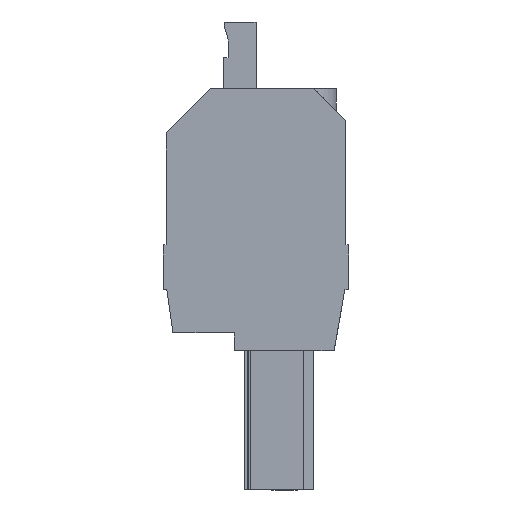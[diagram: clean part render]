
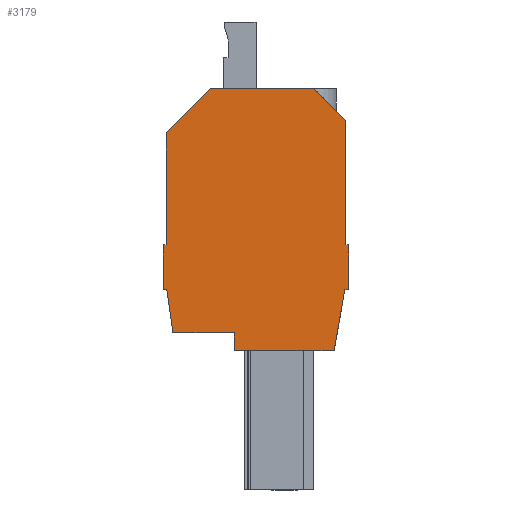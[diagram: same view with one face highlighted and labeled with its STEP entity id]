
A CAD part, left-side view. The second image highlights one B-rep face of the part: STEP entity #3179.
In plain terms, the highlighted planar face has unit normal (-1, 0, 0).
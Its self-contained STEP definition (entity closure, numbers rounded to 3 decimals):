
#3090=AXIS2_PLACEMENT_3D('Plane Axis2P3D',#3087,#3088,#3089) ;
#136=CARTESIAN_POINT('Vertex',(0.,20.3,39.764)) ;
#152=CARTESIAN_POINT('Vertex',(0.,20.3,27.3)) ;
#155=CARTESIAN_POINT('Line Origine',(0.,20.3,33.532)) ;
#304=CARTESIAN_POINT('Vertex',(0.,0.3,27.3)) ;
#635=CARTESIAN_POINT('Vertex',(0.,0.3,41.114)) ;
#638=CARTESIAN_POINT('Line Origine',(0.,0.3,34.207)) ;
#2427=CARTESIAN_POINT('Vertex',(0.,0.404,22.3)) ;
#2430=CARTESIAN_POINT('Line Origine',(0.,1.004,18.9)) ;
#2434=CARTESIAN_POINT('Vertex',(0.,1.603,15.5)) ;
#2485=CARTESIAN_POINT('Vertex',(0.,19.557,17.5)) ;
#2488=CARTESIAN_POINT('Line Origine',(0.,19.895,19.9)) ;
#2492=CARTESIAN_POINT('Vertex',(0.,20.232,22.3)) ;
#2952=CARTESIAN_POINT('Vertex',(0.,3.886,44.7)) ;
#2955=CARTESIAN_POINT('Line Origine',(0.,2.093,42.907)) ;
#3087=CARTESIAN_POINT('Axis2P3D Location',(0.,0.,0.)) ;
#3092=CARTESIAN_POINT('Line Origine',(0.,20.6,24.8)) ;
#3096=CARTESIAN_POINT('Vertex',(0.,20.6,27.3)) ;
#3098=CARTESIAN_POINT('Vertex',(0.,20.6,22.3)) ;
#3101=CARTESIAN_POINT('Line Origine',(0.,20.416,22.3)) ;
#3106=CARTESIAN_POINT('Line Origine',(0.,16.14,17.5)) ;
#3110=CARTESIAN_POINT('Vertex',(0.,12.723,17.5)) ;
#3113=CARTESIAN_POINT('Line Origine',(0.,12.723,16.5)) ;
#3117=CARTESIAN_POINT('Vertex',(0.,12.723,15.5)) ;
#3120=CARTESIAN_POINT('Line Origine',(0.,7.163,15.5)) ;
#3125=CARTESIAN_POINT('Line Origine',(0.,0.202,22.3)) ;
#3129=CARTESIAN_POINT('Vertex',(0.,0.,22.3)) ;
#3132=CARTESIAN_POINT('Line Origine',(0.,0.,24.8)) ;
#3136=CARTESIAN_POINT('Vertex',(0.,0.,27.3)) ;
#3139=CARTESIAN_POINT('Line Origine',(0.,0.15,27.3)) ;
#3144=CARTESIAN_POINT('Line Origine',(0.,9.625,44.7)) ;
#3148=CARTESIAN_POINT('Vertex',(0.,15.364,44.7)) ;
#3151=CARTESIAN_POINT('Line Origine',(0.,17.832,42.232)) ;
#3156=CARTESIAN_POINT('Line Origine',(0.,20.45,27.3)) ;
#156=DIRECTION('Vector Direction',(0.,0.,1.)) ;
#639=DIRECTION('Vector Direction',(0.,0.,-1.)) ;
#2431=DIRECTION('Vector Direction',(0.,0.174,-0.985)) ;
#2489=DIRECTION('Vector Direction',(0.,-0.139,-0.99)) ;
#2956=DIRECTION('Vector Direction',(0.,0.707,0.707)) ;
#3088=DIRECTION('Axis2P3D Direction',(-1.,0.,0.)) ;
#3089=DIRECTION('Axis2P3D XDirection',(0.,0.,1.)) ;
#3093=DIRECTION('Vector Direction',(0.,0.,-1.)) ;
#3102=DIRECTION('Vector Direction',(0.,-1.,0.)) ;
#3107=DIRECTION('Vector Direction',(0.,-1.,0.)) ;
#3114=DIRECTION('Vector Direction',(0.,0.,-1.)) ;
#3121=DIRECTION('Vector Direction',(0.,-1.,0.)) ;
#3126=DIRECTION('Vector Direction',(0.,-1.,0.)) ;
#3133=DIRECTION('Vector Direction',(0.,0.,1.)) ;
#3140=DIRECTION('Vector Direction',(0.,1.,0.)) ;
#3145=DIRECTION('Vector Direction',(0.,1.,0.)) ;
#3152=DIRECTION('Vector Direction',(0.,0.707,-0.707)) ;
#3157=DIRECTION('Vector Direction',(0.,1.,0.)) ;
#157=VECTOR('Line Direction',#156,1.) ;
#640=VECTOR('Line Direction',#639,1.) ;
#2432=VECTOR('Line Direction',#2431,1.) ;
#2490=VECTOR('Line Direction',#2489,1.) ;
#2957=VECTOR('Line Direction',#2956,1.) ;
#3094=VECTOR('Line Direction',#3093,1.) ;
#3103=VECTOR('Line Direction',#3102,1.) ;
#3108=VECTOR('Line Direction',#3107,1.) ;
#3115=VECTOR('Line Direction',#3114,1.) ;
#3122=VECTOR('Line Direction',#3121,1.) ;
#3127=VECTOR('Line Direction',#3126,1.) ;
#3134=VECTOR('Line Direction',#3133,1.) ;
#3141=VECTOR('Line Direction',#3140,1.) ;
#3146=VECTOR('Line Direction',#3145,1.) ;
#3153=VECTOR('Line Direction',#3152,1.) ;
#3158=VECTOR('Line Direction',#3157,1.) ;
#3162=ORIENTED_EDGE('',*,*,#3100,.T.) ;
#3163=ORIENTED_EDGE('',*,*,#3105,.T.) ;
#3164=ORIENTED_EDGE('',*,*,#2494,.T.) ;
#3165=ORIENTED_EDGE('',*,*,#3112,.T.) ;
#3166=ORIENTED_EDGE('',*,*,#3119,.T.) ;
#3167=ORIENTED_EDGE('',*,*,#3124,.T.) ;
#3168=ORIENTED_EDGE('',*,*,#2436,.T.) ;
#3169=ORIENTED_EDGE('',*,*,#3131,.T.) ;
#3170=ORIENTED_EDGE('',*,*,#3138,.T.) ;
#3171=ORIENTED_EDGE('',*,*,#3143,.T.) ;
#3172=ORIENTED_EDGE('',*,*,#642,.T.) ;
#3173=ORIENTED_EDGE('',*,*,#2959,.T.) ;
#3174=ORIENTED_EDGE('',*,*,#3150,.T.) ;
#3175=ORIENTED_EDGE('',*,*,#3155,.T.) ;
#3176=ORIENTED_EDGE('',*,*,#159,.T.) ;
#3177=ORIENTED_EDGE('',*,*,#3160,.T.) ;
#3179=ADVANCED_FACE('housing',(#3178),#3091,.T.) ;
#159=EDGE_CURVE('',#137,#153,#158,.F.) ;
#642=EDGE_CURVE('',#305,#636,#641,.F.) ;
#2436=EDGE_CURVE('',#2435,#2428,#2433,.F.) ;
#2494=EDGE_CURVE('',#2493,#2486,#2491,.T.) ;
#2959=EDGE_CURVE('',#636,#2953,#2958,.T.) ;
#3100=EDGE_CURVE('',#3097,#3099,#3095,.T.) ;
#3105=EDGE_CURVE('',#3099,#2493,#3104,.T.) ;
#3112=EDGE_CURVE('',#2486,#3111,#3109,.T.) ;
#3119=EDGE_CURVE('',#3111,#3118,#3116,.T.) ;
#3124=EDGE_CURVE('',#3118,#2435,#3123,.T.) ;
#3131=EDGE_CURVE('',#2428,#3130,#3128,.T.) ;
#3138=EDGE_CURVE('',#3130,#3137,#3135,.T.) ;
#3143=EDGE_CURVE('',#3137,#305,#3142,.T.) ;
#3150=EDGE_CURVE('',#2953,#3149,#3147,.T.) ;
#3155=EDGE_CURVE('',#3149,#137,#3154,.T.) ;
#3160=EDGE_CURVE('',#153,#3097,#3159,.T.) ;
#3161=EDGE_LOOP('',(#3162,#3163,#3164,#3165,#3166,#3167,#3168,#3169,#3170,#3171,#3172,#3173,#3174,#3175,#3176,#3177)) ;
#3178=FACE_OUTER_BOUND('',#3161,.T.) ;
#158=LINE('Line',#155,#157) ;
#641=LINE('Line',#638,#640) ;
#2433=LINE('Line',#2430,#2432) ;
#2491=LINE('Line',#2488,#2490) ;
#2958=LINE('Line',#2955,#2957) ;
#3095=LINE('Line',#3092,#3094) ;
#3104=LINE('Line',#3101,#3103) ;
#3109=LINE('Line',#3106,#3108) ;
#3116=LINE('Line',#3113,#3115) ;
#3123=LINE('Line',#3120,#3122) ;
#3128=LINE('Line',#3125,#3127) ;
#3135=LINE('Line',#3132,#3134) ;
#3142=LINE('Line',#3139,#3141) ;
#3147=LINE('Line',#3144,#3146) ;
#3154=LINE('Line',#3151,#3153) ;
#3159=LINE('Line',#3156,#3158) ;
#3091=PLANE('',#3090) ;
#137=VERTEX_POINT('',#136) ;
#153=VERTEX_POINT('',#152) ;
#305=VERTEX_POINT('',#304) ;
#636=VERTEX_POINT('',#635) ;
#2428=VERTEX_POINT('',#2427) ;
#2435=VERTEX_POINT('',#2434) ;
#2486=VERTEX_POINT('',#2485) ;
#2493=VERTEX_POINT('',#2492) ;
#2953=VERTEX_POINT('',#2952) ;
#3097=VERTEX_POINT('',#3096) ;
#3099=VERTEX_POINT('',#3098) ;
#3111=VERTEX_POINT('',#3110) ;
#3118=VERTEX_POINT('',#3117) ;
#3130=VERTEX_POINT('',#3129) ;
#3137=VERTEX_POINT('',#3136) ;
#3149=VERTEX_POINT('',#3148) ;
